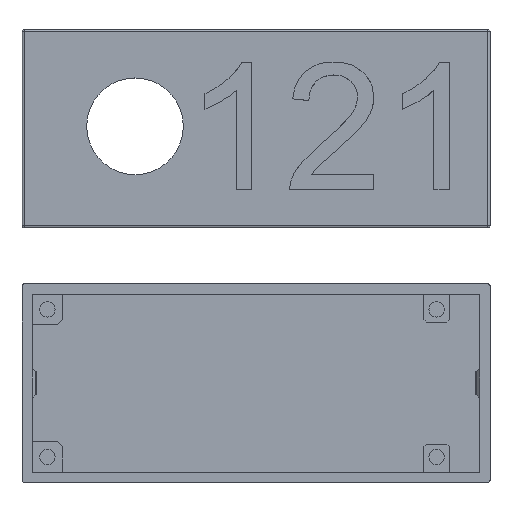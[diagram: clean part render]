
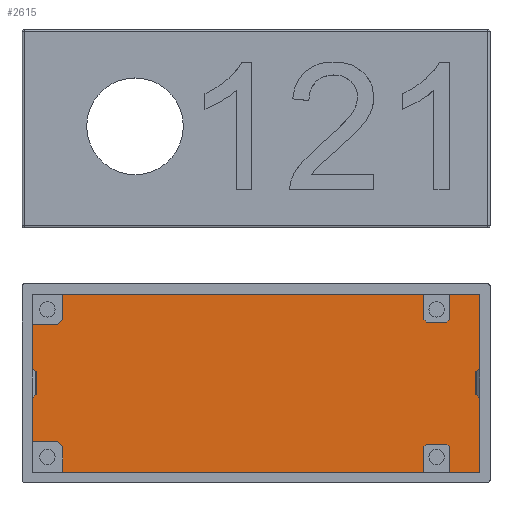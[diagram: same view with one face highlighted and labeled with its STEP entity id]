
A CAD part, top view. The second image highlights one B-rep face of the part: STEP entity #2615.
In plain terms, the highlighted planar face has unit normal (0, 0, 1).
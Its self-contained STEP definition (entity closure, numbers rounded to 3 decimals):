
#269=FACE_OUTER_BOUND('',#428,.T.);
#428=EDGE_LOOP('',(#1909,#1910,#1911,#1912,#1913,#1914,#1915,#1916,#1917,
#1918,#1919,#1920,#1921,#1922,#1923,#1924,#1925,#1926,#1927,#1928,#1929,
#1930));
#564=LINE('',#3637,#828);
#608=LINE('',#3766,#872);
#623=LINE('',#3802,#887);
#627=LINE('',#3810,#891);
#630=LINE('',#3816,#894);
#633=LINE('',#3822,#897);
#636=LINE('',#3828,#900);
#640=LINE('',#3836,#904);
#641=LINE('',#3838,#905);
#642=LINE('',#3840,#906);
#643=LINE('',#3841,#907);
#644=LINE('',#3843,#908);
#645=LINE('',#3845,#909);
#646=LINE('',#3847,#910);
#647=LINE('',#3849,#911);
#648=LINE('',#3851,#912);
#649=LINE('',#3853,#913);
#650=LINE('',#3855,#914);
#651=LINE('',#3857,#915);
#652=LINE('',#3859,#916);
#653=LINE('',#3860,#917);
#654=LINE('',#3861,#918);
#828=VECTOR('',#2961,10.);
#872=VECTOR('',#3095,10.);
#887=VECTOR('',#3134,10.);
#891=VECTOR('',#3140,10.);
#894=VECTOR('',#3145,10.);
#897=VECTOR('',#3150,10.);
#900=VECTOR('',#3155,10.);
#904=VECTOR('',#3163,10.);
#905=VECTOR('',#3164,10.);
#906=VECTOR('',#3165,10.);
#907=VECTOR('',#3166,10.);
#908=VECTOR('',#3167,10.);
#909=VECTOR('',#3168,10.);
#910=VECTOR('',#3169,10.);
#911=VECTOR('',#3170,10.);
#912=VECTOR('',#3171,10.);
#913=VECTOR('',#3172,10.);
#914=VECTOR('',#3173,10.);
#915=VECTOR('',#3174,10.);
#916=VECTOR('',#3175,10.);
#917=VECTOR('',#3176,10.);
#918=VECTOR('',#3177,10.);
#1092=VERTEX_POINT('',#3634);
#1093=VERTEX_POINT('',#3636);
#1132=VERTEX_POINT('',#3763);
#1133=VERTEX_POINT('',#3765);
#1141=VERTEX_POINT('',#3800);
#1142=VERTEX_POINT('',#3801);
#1145=VERTEX_POINT('',#3809);
#1147=VERTEX_POINT('',#3815);
#1149=VERTEX_POINT('',#3821);
#1151=VERTEX_POINT('',#3827);
#1153=VERTEX_POINT('',#3835);
#1154=VERTEX_POINT('',#3837);
#1155=VERTEX_POINT('',#3839);
#1156=VERTEX_POINT('',#3842);
#1157=VERTEX_POINT('',#3844);
#1158=VERTEX_POINT('',#3846);
#1159=VERTEX_POINT('',#3848);
#1160=VERTEX_POINT('',#3850);
#1161=VERTEX_POINT('',#3852);
#1162=VERTEX_POINT('',#3854);
#1163=VERTEX_POINT('',#3856);
#1164=VERTEX_POINT('',#3858);
#1340=EDGE_CURVE('',#1093,#1092,#564,.F.);
#1404=EDGE_CURVE('',#1133,#1132,#608,.F.);
#1423=EDGE_CURVE('',#1141,#1142,#623,.T.);
#1427=EDGE_CURVE('',#1142,#1145,#627,.T.);
#1430=EDGE_CURVE('',#1145,#1147,#630,.T.);
#1433=EDGE_CURVE('',#1147,#1149,#633,.T.);
#1436=EDGE_CURVE('',#1149,#1151,#636,.T.);
#1440=EDGE_CURVE('',#1151,#1153,#640,.F.);
#1441=EDGE_CURVE('',#1153,#1154,#641,.T.);
#1442=EDGE_CURVE('',#1154,#1155,#642,.T.);
#1443=EDGE_CURVE('',#1155,#1093,#643,.T.);
#1444=EDGE_CURVE('',#1092,#1156,#644,.T.);
#1445=EDGE_CURVE('',#1156,#1157,#645,.T.);
#1446=EDGE_CURVE('',#1157,#1158,#646,.T.);
#1447=EDGE_CURVE('',#1158,#1159,#647,.F.);
#1448=EDGE_CURVE('',#1159,#1160,#648,.T.);
#1449=EDGE_CURVE('',#1160,#1161,#649,.T.);
#1450=EDGE_CURVE('',#1161,#1162,#650,.T.);
#1451=EDGE_CURVE('',#1162,#1163,#651,.T.);
#1452=EDGE_CURVE('',#1163,#1164,#652,.T.);
#1453=EDGE_CURVE('',#1164,#1133,#653,.F.);
#1454=EDGE_CURVE('',#1132,#1141,#654,.F.);
#1909=ORIENTED_EDGE('',*,*,#1423,.T.);
#1910=ORIENTED_EDGE('',*,*,#1427,.T.);
#1911=ORIENTED_EDGE('',*,*,#1430,.T.);
#1912=ORIENTED_EDGE('',*,*,#1433,.T.);
#1913=ORIENTED_EDGE('',*,*,#1436,.T.);
#1914=ORIENTED_EDGE('',*,*,#1440,.T.);
#1915=ORIENTED_EDGE('',*,*,#1441,.T.);
#1916=ORIENTED_EDGE('',*,*,#1442,.T.);
#1917=ORIENTED_EDGE('',*,*,#1443,.T.);
#1918=ORIENTED_EDGE('',*,*,#1340,.T.);
#1919=ORIENTED_EDGE('',*,*,#1444,.T.);
#1920=ORIENTED_EDGE('',*,*,#1445,.T.);
#1921=ORIENTED_EDGE('',*,*,#1446,.T.);
#1922=ORIENTED_EDGE('',*,*,#1447,.T.);
#1923=ORIENTED_EDGE('',*,*,#1448,.T.);
#1924=ORIENTED_EDGE('',*,*,#1449,.T.);
#1925=ORIENTED_EDGE('',*,*,#1450,.T.);
#1926=ORIENTED_EDGE('',*,*,#1451,.T.);
#1927=ORIENTED_EDGE('',*,*,#1452,.T.);
#1928=ORIENTED_EDGE('',*,*,#1453,.T.);
#1929=ORIENTED_EDGE('',*,*,#1404,.T.);
#1930=ORIENTED_EDGE('',*,*,#1454,.T.);
#2517=PLANE('',#2808);
#2615=ADVANCED_FACE('',(#269),#2517,.T.);
#2808=AXIS2_PLACEMENT_3D('',#3834,#3161,#3162);
#2961=DIRECTION('',(0.,1.,0.));
#3095=DIRECTION('',(0.,-1.,0.));
#3134=DIRECTION('',(0.,-1.,0.));
#3140=DIRECTION('',(-0.706,-0.708,0.));
#3145=DIRECTION('',(-1.,0.,0.));
#3150=DIRECTION('',(-0.729,0.684,0.));
#3155=DIRECTION('',(0.,1.,0.));
#3161=DIRECTION('center_axis',(0.,0.,1.));
#3162=DIRECTION('ref_axis',(1.,0.,0.));
#3163=DIRECTION('',(1.,0.,0.));
#3164=DIRECTION('',(0.,-1.,0.));
#3165=DIRECTION('',(-0.7,-0.714,0.));
#3166=DIRECTION('',(-1.,0.,0.));
#3167=DIRECTION('',(1.,0.,0.));
#3168=DIRECTION('',(0.717,-0.697,0.));
#3169=DIRECTION('',(0.,-1.,0.));
#3170=DIRECTION('',(-1.,0.,0.));
#3171=DIRECTION('',(0.,1.,0.));
#3172=DIRECTION('',(0.713,0.701,0.));
#3173=DIRECTION('',(1.,0.,0.));
#3174=DIRECTION('',(0.701,-0.713,0.));
#3175=DIRECTION('',(0.,-1.,0.));
#3176=DIRECTION('',(-1.,0.,0.));
#3177=DIRECTION('',(1.,0.,0.));
#3634=CARTESIAN_POINT('',(2.,58.,2.));
#3636=CARTESIAN_POINT('',(2.,80.981,2.));
#3637=CARTESIAN_POINT('',(2.,79.25,2.));
#3763=CARTESIAN_POINT('',(90.,87.,2.));
#3765=CARTESIAN_POINT('',(90.,52.,2.));
#3766=CARTESIAN_POINT('',(90.,59.75,2.));
#3800=CARTESIAN_POINT('',(83.998,87.,2.));
#3801=CARTESIAN_POINT('',(83.998,82.,2.));
#3802=CARTESIAN_POINT('',(83.998,75.75,2.));
#3809=CARTESIAN_POINT('',(83.5,81.5,2.));
#3810=CARTESIAN_POINT('',(71.153,69.116,2.));
#3815=CARTESIAN_POINT('',(79.5,81.5,2.));
#3816=CARTESIAN_POINT('',(62.75,81.5,2.));
#3821=CARTESIAN_POINT('',(78.967,82.,2.));
#3822=CARTESIAN_POINT('',(73.324,87.298,2.));
#3827=CARTESIAN_POINT('',(78.967,87.,2.));
#3828=CARTESIAN_POINT('',(78.967,78.25,2.));
#3834=CARTESIAN_POINT('Origin',(46.,69.5,2.));
#3835=CARTESIAN_POINT('',(8.,87.,2.));
#3836=CARTESIAN_POINT('',(69.,87.,2.));
#3837=CARTESIAN_POINT('',(8.,82.,2.));
#3838=CARTESIAN_POINT('',(8.,75.75,2.));
#3839=CARTESIAN_POINT('',(7.,80.981,2.));
#3840=CARTESIAN_POINT('',(13.694,87.804,2.));
#3841=CARTESIAN_POINT('',(24.,80.981,2.));
#3842=CARTESIAN_POINT('',(7.,58.,2.));
#3843=CARTESIAN_POINT('',(26.5,58.,2.));
#3844=CARTESIAN_POINT('',(8.028,57.,2.));
#3845=CARTESIAN_POINT('',(14.66,50.549,2.));
#3846=CARTESIAN_POINT('',(8.028,52.,2.));
#3847=CARTESIAN_POINT('',(8.028,60.75,2.));
#3848=CARTESIAN_POINT('',(78.991,52.,2.));
#3849=CARTESIAN_POINT('',(23.,52.,2.));
#3850=CARTESIAN_POINT('',(78.991,57.,2.));
#3851=CARTESIAN_POINT('',(78.991,63.25,2.));
#3852=CARTESIAN_POINT('',(79.5,57.5,2.));
#3853=CARTESIAN_POINT('',(73.978,52.074,2.));
#3854=CARTESIAN_POINT('',(83.5,57.5,2.));
#3855=CARTESIAN_POINT('',(64.75,57.5,2.));
#3856=CARTESIAN_POINT('',(83.991,57.,2.));
#3857=CARTESIAN_POINT('',(71.535,69.676,2.));
#3858=CARTESIAN_POINT('',(83.991,52.,2.));
#3859=CARTESIAN_POINT('',(83.991,60.75,2.));
#3860=CARTESIAN_POINT('',(23.,52.,2.));
#3861=CARTESIAN_POINT('',(69.,87.,2.));
